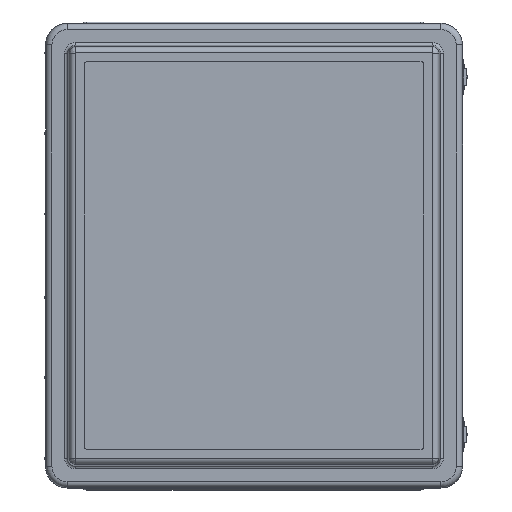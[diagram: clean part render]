
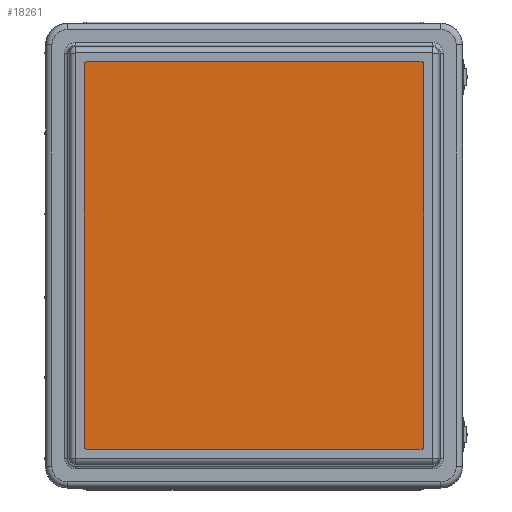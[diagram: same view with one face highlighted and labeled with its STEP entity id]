
A CAD part, top view. The second image highlights one B-rep face of the part: STEP entity #18261.
In plain terms, the highlighted planar face has unit normal (0, 0, 1).
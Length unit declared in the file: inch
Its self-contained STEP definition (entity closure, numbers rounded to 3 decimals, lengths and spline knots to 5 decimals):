
#1581=LINE($,#31863,#2996);
#1584=LINE($,#31871,#2999);
#1587=LINE($,#31879,#3002);
#1589=LINE($,#31885,#3004);
#2996=VECTOR($,#24726,16.);
#2999=VECTOR($,#24735,14.);
#3002=VECTOR($,#24744,16.);
#3004=VECTOR($,#24752,14.);
#3682=PLANE($,#20097);
#5476=FACE_OUTER_BOUND($,#6863,.T.);
#6863=EDGE_LOOP($,(#16131,#16132,#16133,#16134,#16135,#16136,#16137,#16138));
#7901=CIRCLE($,#20086,0.125);
#7902=CIRCLE($,#20089,0.125);
#7903=CIRCLE($,#20092,0.125);
#7904=CIRCLE($,#20095,0.125);
#9416=VERTEX_POINT($,#31855);
#9417=VERTEX_POINT($,#31857);
#9418=VERTEX_POINT($,#31861);
#9419=VERTEX_POINT($,#31865);
#9420=VERTEX_POINT($,#31869);
#9421=VERTEX_POINT($,#31873);
#9422=VERTEX_POINT($,#31877);
#9423=VERTEX_POINT($,#31881);
#11730=EDGE_CURVE($,#9416,#9417,#7901,.T.);
#11733=EDGE_CURVE($,#9418,#9416,#1581,.T.);
#11735=EDGE_CURVE($,#9419,#9418,#7902,.T.);
#11737=EDGE_CURVE($,#9420,#9419,#1584,.T.);
#11739=EDGE_CURVE($,#9421,#9420,#7903,.T.);
#11741=EDGE_CURVE($,#9422,#9421,#1587,.T.);
#11743=EDGE_CURVE($,#9423,#9422,#7904,.T.);
#11744=EDGE_CURVE($,#9417,#9423,#1589,.T.);
#16131=ORIENTED_EDGE($,*,*,#11744,.F.);
#16132=ORIENTED_EDGE($,*,*,#11730,.F.);
#16133=ORIENTED_EDGE($,*,*,#11733,.F.);
#16134=ORIENTED_EDGE($,*,*,#11735,.F.);
#16135=ORIENTED_EDGE($,*,*,#11737,.F.);
#16136=ORIENTED_EDGE($,*,*,#11739,.F.);
#16137=ORIENTED_EDGE($,*,*,#11741,.F.);
#16138=ORIENTED_EDGE($,*,*,#11743,.F.);
#18261=ADVANCED_FACE($,(#5476),#3682,.T.);
#20086=AXIS2_PLACEMENT_3D($,#31858,#24720,#24721);
#20089=AXIS2_PLACEMENT_3D($,#31867,#24730,#24731);
#20092=AXIS2_PLACEMENT_3D($,#31875,#24739,#24740);
#20095=AXIS2_PLACEMENT_3D($,#31883,#24748,#24749);
#20097=AXIS2_PLACEMENT_3D($,#31886,#24753,#24754);
#24720=DIRECTION('center_axis',(0.,0.,-1.));
#24721=DIRECTION('ref_axis',(0.,-1.,0.));
#24726=DIRECTION($,(0.,1.,0.));
#24730=DIRECTION('center_axis',(0.,0.,-1.));
#24731=DIRECTION('ref_axis',(1.,0.,0.));
#24735=DIRECTION($,(-1.,0.,0.));
#24739=DIRECTION('center_axis',(0.,0.,-1.));
#24740=DIRECTION('ref_axis',(0.,1.,0.));
#24744=DIRECTION($,(0.,-1.,0.));
#24748=DIRECTION('center_axis',(0.,0.,-1.));
#24749=DIRECTION('ref_axis',(-1.,0.,0.));
#24752=DIRECTION($,(1.,0.,0.));
#24753=DIRECTION('center_axis',(0.,0.,1.));
#24754=DIRECTION('ref_axis',(1.,0.,0.));
#31855=CARTESIAN_POINT('',(-7.125,8.,0.));
#31857=CARTESIAN_POINT('',(-7.,8.125,0.));
#31858=CARTESIAN_POINT('Origin',(-7.,8.,0.));
#31861=CARTESIAN_POINT('',(-7.125,-8.,0.));
#31863=CARTESIAN_POINT($,(-7.125,-8.,0.));
#31865=CARTESIAN_POINT('',(-7.,-8.125,0.));
#31867=CARTESIAN_POINT('Origin',(-7.,-8.,0.));
#31869=CARTESIAN_POINT('',(7.,-8.125,0.));
#31871=CARTESIAN_POINT($,(7.,-8.125,0.));
#31873=CARTESIAN_POINT('',(7.125,-8.,0.));
#31875=CARTESIAN_POINT('Origin',(7.,-8.,0.));
#31877=CARTESIAN_POINT('',(7.125,8.,0.));
#31879=CARTESIAN_POINT($,(7.125,8.,0.));
#31881=CARTESIAN_POINT('',(7.,8.125,0.));
#31883=CARTESIAN_POINT('Origin',(7.,8.,0.));
#31885=CARTESIAN_POINT($,(-7.,8.125,0.));
#31886=CARTESIAN_POINT('Origin',(0.,0.,0.));
